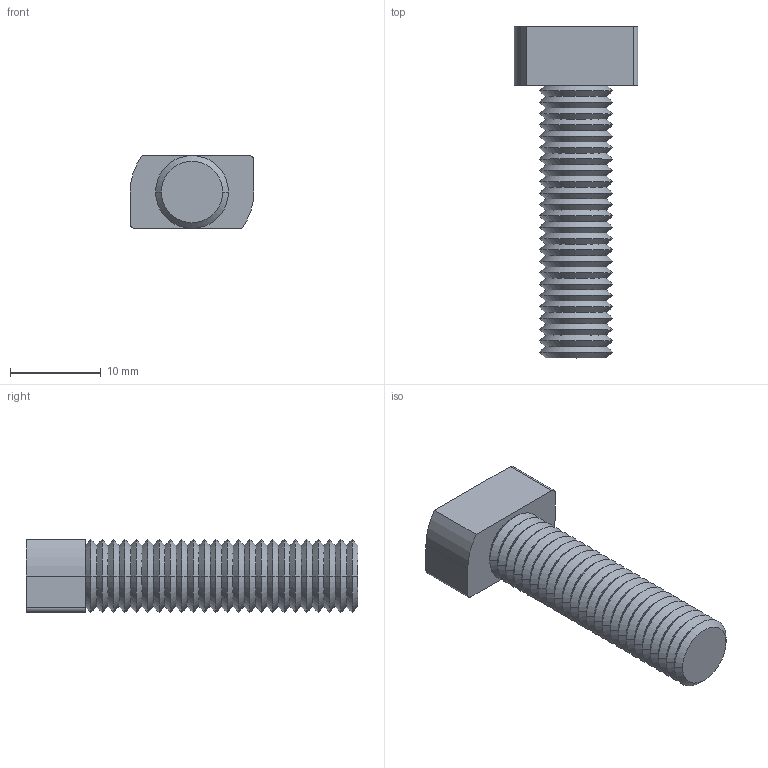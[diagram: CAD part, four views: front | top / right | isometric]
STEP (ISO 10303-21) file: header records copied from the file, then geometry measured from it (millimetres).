
FILE_DESCRIPTION (( 'STEP AP203' ), '1' );
FILE_NAME ('084.301.052.STEP', '2015-06-03T13:28:42', ( '' ), ( '' ), 'SwSTEP 2.0', 'SolidWorks 2012', '' );
FILE_SCHEMA (( 'CONFIG_CONTROL_DESIGN' ));
Length unit declared in the file: millimetre
Products named in the file (1): 084.301.052
Bounding box: 13.6 x 36.5 x 8 mm (x, y, z)
Volume: 1969.3 mm3; surface area: 1458.3 mm2
Topology: 1 solids, 1 shells, 107 faces, 218 edges, 114 vertices
Faces by surface type: cone 96, plane 7, cylinder 4
Entity records: 2803 total; most frequent: DIRECTION 540, CARTESIAN_POINT 440, ORIENTED_EDGE 436, EDGE_CURVE 218, AXIS2_PLACEMENT_3D 214, VERTEX_POINT 114, VECTOR 112, LINE 112
